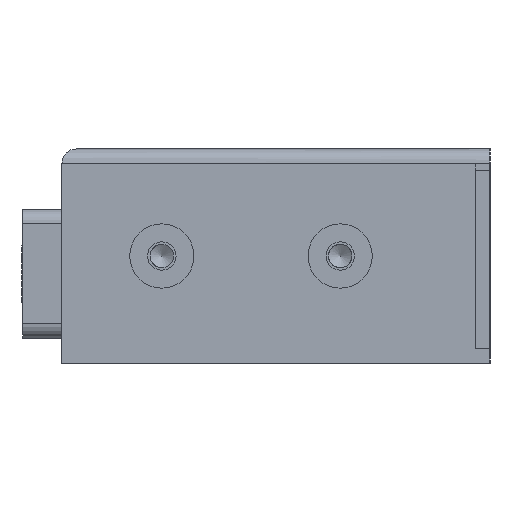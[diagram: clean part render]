
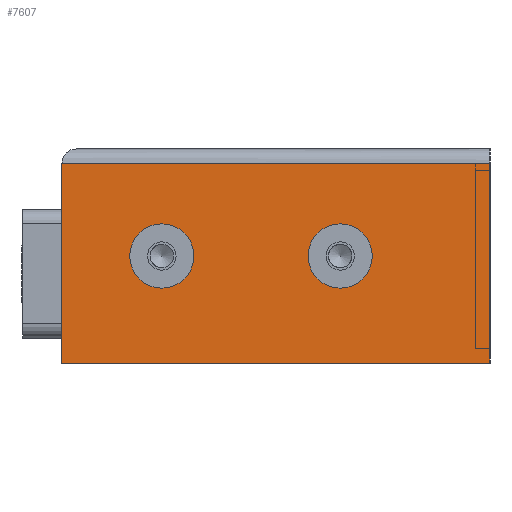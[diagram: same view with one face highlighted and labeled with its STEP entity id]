
A CAD part, left-side view. The second image highlights one B-rep face of the part: STEP entity #7607.
In plain terms, the highlighted planar face has unit normal (-1, 0, 0).
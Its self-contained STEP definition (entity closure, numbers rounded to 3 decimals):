
#3455=CIRCLE('',#7194,4.5);
#3456=CIRCLE('',#7195,4.5);
#3648=ORIENTED_EDGE('',*,*,#4754,.F.);
#3649=ORIENTED_EDGE('',*,*,#4765,.T.);
#3650=ORIENTED_EDGE('',*,*,#4781,.T.);
#3651=ORIENTED_EDGE('',*,*,#4794,.F.);
#3652=ORIENTED_EDGE('',*,*,#4795,.F.);
#3653=ORIENTED_EDGE('',*,*,#4796,.F.);
#4203=VECTOR('',#5586,1.);
#4212=VECTOR('',#5601,1.);
#4219=VECTOR('',#5630,1.);
#4227=VECTOR('',#5656,1.);
#4358=LINE('',#6433,#4203);
#4367=LINE('',#6454,#4212);
#4374=LINE('',#6486,#4219);
#4382=LINE('',#6511,#4227);
#4513=VERTEX_POINT('',#6430);
#4514=VERTEX_POINT('',#6432);
#4523=VERTEX_POINT('',#6452);
#4537=VERTEX_POINT('',#6484);
#4546=VERTEX_POINT('',#6513);
#4547=VERTEX_POINT('',#6515);
#4754=EDGE_CURVE('',#4513,#4514,#4358,.T.);
#4765=EDGE_CURVE('',#4513,#4523,#4367,.T.);
#4781=EDGE_CURVE('',#4523,#4537,#4374,.T.);
#4794=EDGE_CURVE('',#4514,#4537,#4382,.T.);
#4795=EDGE_CURVE('',#4546,#4546,#3455,.T.);
#4796=EDGE_CURVE('',#4547,#4547,#3456,.T.);
#5076=EDGE_LOOP('',(#3648,#3649,#3650,#3651));
#5077=EDGE_LOOP('',(#3652));
#5078=EDGE_LOOP('',(#3653));
#5333=FACE_BOUND('',#5076,.T.);
#5334=FACE_BOUND('',#5077,.T.);
#5335=FACE_BOUND('',#5078,.T.);
#5586=DIRECTION('',(0.,0.,28.));
#5601=DIRECTION('',(0.,-60.,0.));
#5630=DIRECTION('',(0.,0.,28.));
#5656=DIRECTION('',(0.,-60.,0.));
#5657=DIRECTION('',(-1.,0.,0.));
#5658=DIRECTION('',(0.,1.,0.));
#5659=DIRECTION('',(-1.,0.,0.));
#5660=DIRECTION('',(0.,0.,-4.5));
#5661=DIRECTION('',(-1.,0.,0.));
#5662=DIRECTION('',(0.,0.,-4.5));
#6430=CARTESIAN_POINT('',(0.,60.,0.));
#6432=CARTESIAN_POINT('',(0.,60.,28.));
#6433=CARTESIAN_POINT('',(0.,60.,0.));
#6452=CARTESIAN_POINT('',(0.,0.,0.));
#6454=CARTESIAN_POINT('',(0.,60.,0.));
#6484=CARTESIAN_POINT('',(0.,0.,28.));
#6486=CARTESIAN_POINT('',(0.,0.,0.));
#6511=CARTESIAN_POINT('',(0.,60.,28.));
#6512=CARTESIAN_POINT('',(0.,60.,0.));
#6513=CARTESIAN_POINT('',(0.,21.,10.5));
#6514=CARTESIAN_POINT('',(0.,21.,15.));
#6515=CARTESIAN_POINT('',(0.,46.,10.5));
#6516=CARTESIAN_POINT('',(0.,46.,15.));
#7193=AXIS2_PLACEMENT_3D('',#6512,#5657,#5658);
#7194=AXIS2_PLACEMENT_3D('',#6514,#5659,#5660);
#7195=AXIS2_PLACEMENT_3D('',#6516,#5661,#5662);
#7519=PLANE('',#7193);
#7607=ADVANCED_FACE('',(#5333,#5334,#5335),#7519,.T.);
